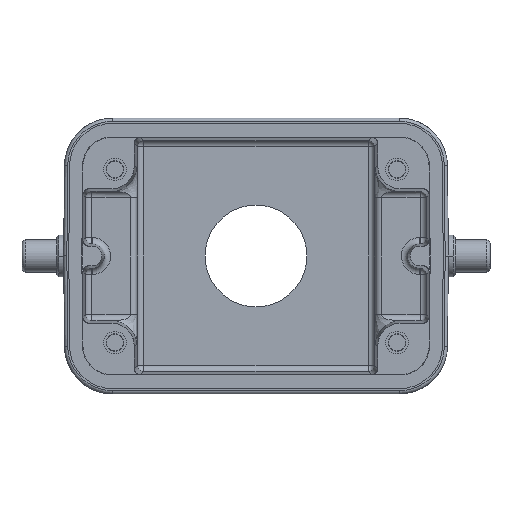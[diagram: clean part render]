
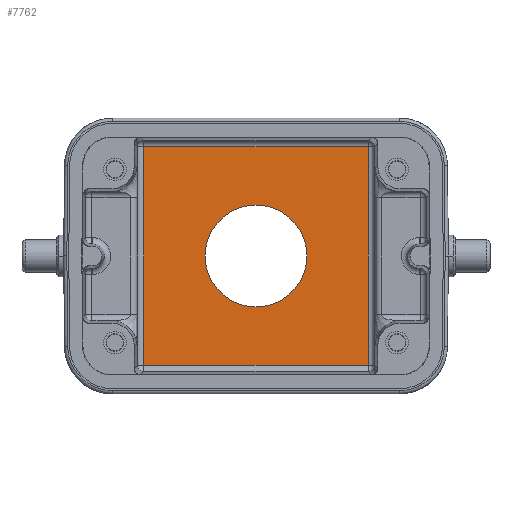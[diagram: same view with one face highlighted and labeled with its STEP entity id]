
A CAD part, front view. The second image highlights one B-rep face of the part: STEP entity #7762.
In plain terms, the highlighted planar face has unit normal (0, -1, 0).
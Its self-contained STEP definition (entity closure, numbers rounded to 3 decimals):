
#1776=CARTESIAN_POINT('',(0.,37.,0.));
#1777=DIRECTION('',(0.,-1.,0.));
#1778=DIRECTION('',(0.,0.,-1.));
#1779=AXIS2_PLACEMENT_3D('',#1776,#1777,#1778);
#1781=CARTESIAN_POINT('',(0.,37.,0.));
#1782=DIRECTION('',(0.,-1.,0.));
#1783=DIRECTION('',(0.,0.,1.));
#1784=AXIS2_PLACEMENT_3D('',#1781,#1782,#1783);
#1786=DIRECTION('',(1.,0.,0.));
#1787=VECTOR('',#1786,35.064);
#1788=CARTESIAN_POINT('',(-17.532,37.,-17.032));
#1789=LINE('',#1788,#1787);
#2402=DIRECTION('',(-1.,0.,0.));
#2403=VECTOR('',#2402,35.064);
#2404=CARTESIAN_POINT('',(17.532,37.,17.032));
#2405=LINE('',#2404,#2403);
#2425=DIRECTION('',(0.,0.,1.));
#2426=VECTOR('',#2425,34.064);
#2427=CARTESIAN_POINT('',(17.532,37.,-17.032));
#2428=LINE('',#2427,#2426);
#2433=DIRECTION('',(0.,0.,-1.));
#2434=VECTOR('',#2433,34.064);
#2435=CARTESIAN_POINT('',(-17.532,37.,17.032));
#2436=LINE('',#2435,#2434);
#4943=CARTESIAN_POINT('',(0.,37.,-7.95));
#4944=CARTESIAN_POINT('',(0.,37.,7.95));
#4945=VERTEX_POINT('',#4943);
#4946=VERTEX_POINT('',#4944);
#4947=CARTESIAN_POINT('',(-17.532,37.,-17.032));
#4948=CARTESIAN_POINT('',(17.532,37.,-17.032));
#4949=VERTEX_POINT('',#4947);
#4950=VERTEX_POINT('',#4948);
#4951=CARTESIAN_POINT('',(-17.532,37.,17.032));
#4952=VERTEX_POINT('',#4951);
#4953=CARTESIAN_POINT('',(17.532,37.,17.032));
#4954=VERTEX_POINT('',#4953);
#7742=CARTESIAN_POINT('',(0.,37.,0.));
#7743=DIRECTION('',(0.,-1.,0.));
#7744=DIRECTION('',(1.,0.,0.));
#7745=AXIS2_PLACEMENT_3D('',#7742,#7743,#7744);
#7746=PLANE('',#7745);
#7748=ORIENTED_EDGE('',*,*,#7747,.F.);
#7750=ORIENTED_EDGE('',*,*,#7749,.F.);
#7752=ORIENTED_EDGE('',*,*,#7751,.F.);
#7754=ORIENTED_EDGE('',*,*,#7753,.F.);
#7755=EDGE_LOOP('',(#7748,#7750,#7752,#7754));
#7756=FACE_OUTER_BOUND('',#7755,.F.);
#7757=ORIENTED_EDGE('',*,*,#7732,.T.);
#7759=ORIENTED_EDGE('',*,*,#7758,.T.);
#7760=EDGE_LOOP('',(#7757,#7759));
#7761=FACE_BOUND('',#7760,.F.);
#7762=ADVANCED_FACE('',(#7756,#7761),#7746,.T.);
#1780=CIRCLE('',#1779,7.95);
#1785=CIRCLE('',#1784,7.95);
#7732=EDGE_CURVE('',#4945,#4946,#1780,.T.);
#7747=EDGE_CURVE('',#4949,#4950,#1789,.T.);
#7749=EDGE_CURVE('',#4952,#4949,#2436,.T.);
#7751=EDGE_CURVE('',#4954,#4952,#2405,.T.);
#7753=EDGE_CURVE('',#4950,#4954,#2428,.T.);
#7758=EDGE_CURVE('',#4946,#4945,#1785,.T.);
